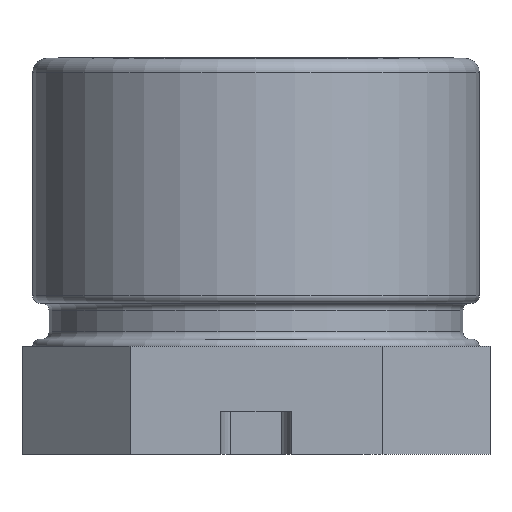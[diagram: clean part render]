
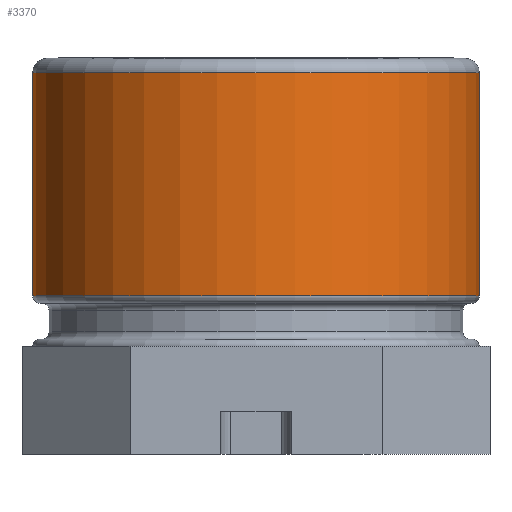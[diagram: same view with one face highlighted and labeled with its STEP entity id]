
A CAD part, left-side view. The second image highlights one B-rep face of the part: STEP entity #3370.
In plain terms, the highlighted cylindrical face has radius 3.1 mm (diameter 6.2 mm), a full revolution.
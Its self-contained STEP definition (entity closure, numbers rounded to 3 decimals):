
#22=CYLINDRICAL_SURFACE('',#3507,3.1);
#34=CIRCLE('',#3504,3.1);
#35=CIRCLE('',#3505,3.1);
#37=CIRCLE('',#3508,3.1);
#38=CIRCLE('',#3509,3.1);
#474=FACE_OUTER_BOUND('',#670,.T.);
#670=EDGE_LOOP('',(#3013,#3014,#3015,#3016,#3017,#3018));
#983=LINE('',#6299,#1286);
#1286=VECTOR('',#4058,3.1);
#1598=VERTEX_POINT('',#6289);
#1599=VERTEX_POINT('',#6290);
#1600=VERTEX_POINT('',#6295);
#1601=VERTEX_POINT('',#6296);
#2079=EDGE_CURVE('',#1598,#1599,#34,.T.);
#2080=EDGE_CURVE('',#1599,#1598,#35,.T.);
#2082=EDGE_CURVE('',#1600,#1601,#37,.T.);
#2083=EDGE_CURVE('',#1601,#1600,#38,.T.);
#2084=EDGE_CURVE('',#1601,#1599,#983,.T.);
#3013=ORIENTED_EDGE('',*,*,#2082,.F.);
#3014=ORIENTED_EDGE('',*,*,#2083,.F.);
#3015=ORIENTED_EDGE('',*,*,#2084,.T.);
#3016=ORIENTED_EDGE('',*,*,#2080,.T.);
#3017=ORIENTED_EDGE('',*,*,#2079,.T.);
#3018=ORIENTED_EDGE('',*,*,#2084,.F.);
#3370=ADVANCED_FACE('',(#474),#22,.T.);
#3504=AXIS2_PLACEMENT_3D('',#6291,#4046,#4047);
#3505=AXIS2_PLACEMENT_3D('',#6292,#4048,#4049);
#3507=AXIS2_PLACEMENT_3D('',#6294,#4052,#4053);
#3508=AXIS2_PLACEMENT_3D('',#6297,#4054,#4055);
#3509=AXIS2_PLACEMENT_3D('',#6298,#4056,#4057);
#4046=DIRECTION('center_axis',(0.,0.,-1.));
#4047=DIRECTION('ref_axis',(1.,0.,0.));
#4048=DIRECTION('center_axis',(0.,0.,-1.));
#4049=DIRECTION('ref_axis',(1.,0.,0.));
#4052=DIRECTION('center_axis',(0.,0.,-1.));
#4053=DIRECTION('ref_axis',(-1.,0.,0.));
#4054=DIRECTION('center_axis',(0.,0.,-1.));
#4055=DIRECTION('ref_axis',(1.,0.,0.));
#4056=DIRECTION('center_axis',(0.,0.,-1.));
#4057=DIRECTION('ref_axis',(1.,0.,0.));
#4058=DIRECTION('',(0.,0.,1.));
#6289=CARTESIAN_POINT('',(-3.1,0.,5.3));
#6290=CARTESIAN_POINT('',(3.1,0.,5.3));
#6291=CARTESIAN_POINT('Origin',(0.,0.,5.3));
#6292=CARTESIAN_POINT('Origin',(0.,0.,5.3));
#6294=CARTESIAN_POINT('Origin',(0.,0.,3.75));
#6295=CARTESIAN_POINT('',(-3.1,0.,2.2));
#6296=CARTESIAN_POINT('',(3.1,0.,2.2));
#6297=CARTESIAN_POINT('Origin',(0.,0.,2.2));
#6298=CARTESIAN_POINT('Origin',(0.,0.,2.2));
#6299=CARTESIAN_POINT('',(3.1,0.,3.75));
